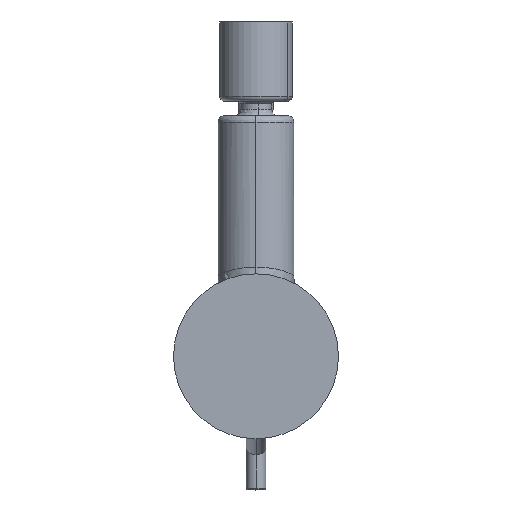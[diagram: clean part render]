
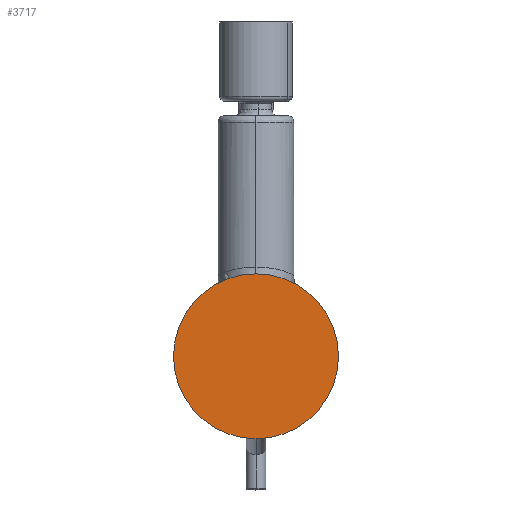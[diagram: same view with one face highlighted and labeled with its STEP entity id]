
A CAD part, front view. The second image highlights one B-rep face of the part: STEP entity #3717.
In plain terms, the highlighted planar face has unit normal (0, -1, 0).
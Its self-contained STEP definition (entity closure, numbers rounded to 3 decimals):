
#728 = CARTESIAN_POINT ( 'NONE',  ( 0., -5., 0. ) ) ;
#1061 = CIRCLE ( 'NONE', #2201, 25. ) ;
#1221 = VERTEX_POINT ( 'NONE', #2800 ) ;
#1918 = CARTESIAN_POINT ( 'NONE',  ( 0., -5., 0. ) ) ;
#1954 = ORIENTED_EDGE ( 'NONE', *, *, #2403, .F. ) ;
#1970 = PLANE ( 'NONE',  #2302 ) ;
#2037 = DIRECTION ( 'NONE',  ( 0., 1., 0. ) ) ;
#2092 = ORIENTED_EDGE ( 'NONE', *, *, #4369, .F. ) ;
#2126 = FACE_OUTER_BOUND ( 'NONE', #8188, .T. ) ;
#2201 = AXIS2_PLACEMENT_3D ( 'NONE', #728, #2683, #6677 ) ;
#2302 = AXIS2_PLACEMENT_3D ( 'NONE', #3825, #3336, #2712 ) ;
#2403 = EDGE_CURVE ( 'NONE', #6826, #1221, #1061, .T. ) ;
#2683 = DIRECTION ( 'NONE',  ( 0., 1., 0. ) ) ;
#2712 = DIRECTION ( 'NONE',  ( 1., 0., 0. ) ) ;
#2800 = CARTESIAN_POINT ( 'NONE',  ( -25., -5., 0. ) ) ;
#3336 = DIRECTION ( 'NONE',  ( 0., 1., 0. ) ) ;
#3717 = ADVANCED_FACE ( 'NONE', ( #2126 ), #1970, .F. ) ;
#3825 = CARTESIAN_POINT ( 'NONE',  ( 25., -5., 0. ) ) ;
#3950 = CIRCLE ( 'NONE', #4932, 25. ) ;
#4369 = EDGE_CURVE ( 'NONE', #1221, #6826, #3950, .T. ) ;
#4932 = AXIS2_PLACEMENT_3D ( 'NONE', #1918, #2037, #7986 ) ;
#6677 = DIRECTION ( 'NONE',  ( -1., 0., 0. ) ) ;
#6826 = VERTEX_POINT ( 'NONE', #7322 ) ;
#7322 = CARTESIAN_POINT ( 'NONE',  ( 25., -5., 0. ) ) ;
#7986 = DIRECTION ( 'NONE',  ( -1., 0., 0. ) ) ;
#8188 = EDGE_LOOP ( 'NONE', ( #2092, #1954 ) ) ;
